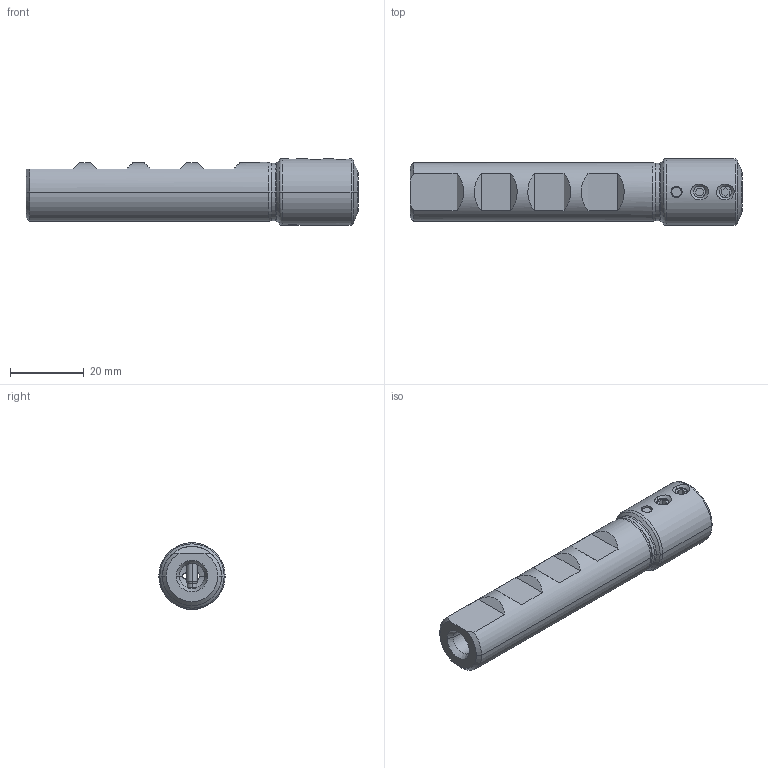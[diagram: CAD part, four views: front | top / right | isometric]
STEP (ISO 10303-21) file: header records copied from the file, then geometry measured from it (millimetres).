
FILE_DESCRIPTION (( 'STEP AP203' ), '1' );
FILE_NAME ('224.016.004.090.STEP', '2018-02-20T10:27:03', ( 'SWIAdmin' ), ( 'Hewlett-Packard Company' ), 'SwSTEP 2.0', 'SolidWorks 2017', '' );
FILE_SCHEMA (( 'CONFIG_CONTROL_DESIGN' ));
Length unit declared in the file: millimetre
Products named in the file (4): 224.016.004.090; ISO 4026 - M4 x 6_PreviewCfg; Axx-BG4.003.xxx_A_Adapter ›4; U0X-U16.0XX.090_A_Adapter ›4
Assembly tree (4 placements, depth 2):
  224.016.004.090
    U0X-U16.0XX.090_A_Adapter ›4
    Axx-BG4.003.xxx_A_Adapter ›4
    ISO 4026 - M4 x 6_PreviewCfg  x2
Bounding box: 90 x 18 x 18 mm (x, y, z)
Volume: 15661 mm3; surface area: 7399.7 mm2
Topology: 4 solids, 4 shells, 128 faces, 280 edges, 164 vertices
Faces by surface type: plane 45, cone 39, cylinder 31, torus 13
Entity records: 3956 total; most frequent: CARTESIAN_POINT 1041, DIRECTION 547, ORIENTED_EDGE 492, EDGE_CURVE 246, AXIS2_PLACEMENT_3D 216, VERTEX_POINT 144, EDGE_LOOP 128, LINE 115
